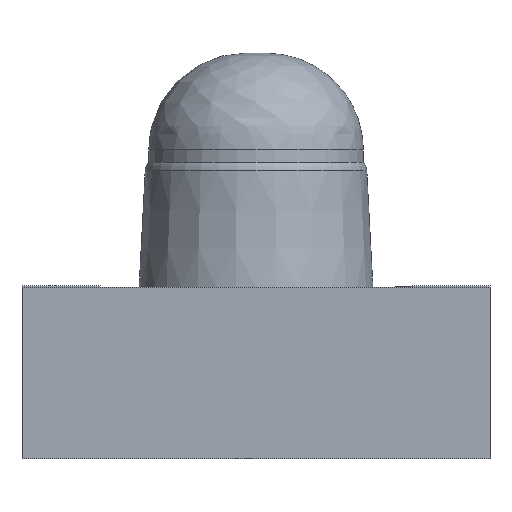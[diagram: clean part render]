
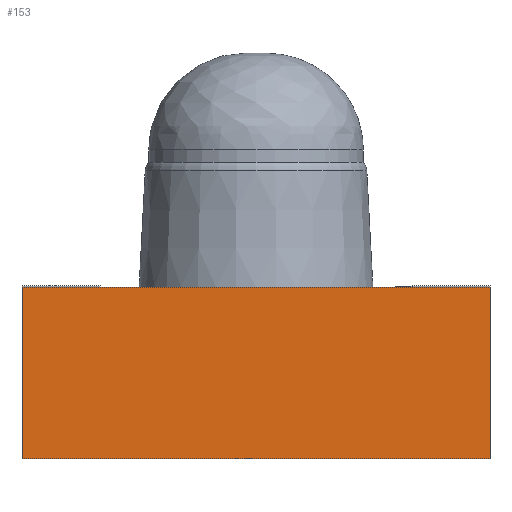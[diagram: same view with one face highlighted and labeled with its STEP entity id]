
A CAD part, front view. The second image highlights one B-rep face of the part: STEP entity #153.
In plain terms, the highlighted planar face has unit normal (0, -1, 0).
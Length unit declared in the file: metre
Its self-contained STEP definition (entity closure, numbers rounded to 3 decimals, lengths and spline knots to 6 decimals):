
#153 = ADVANCED_FACE( '', ( #300 ), #301, .F. );
#300 = FACE_OUTER_BOUND( '', #478, .T. );
#301 = PLANE( '', #479 );
#478 = EDGE_LOOP( '', ( #743, #744, #745, #746 ) );
#479 = AXIS2_PLACEMENT_3D( '', #747, #748, #749 );
#743 = ORIENTED_EDGE( '', *, *, #824, .T. );
#744 = ORIENTED_EDGE( '', *, *, #841, .F. );
#745 = ORIENTED_EDGE( '', *, *, #833, .F. );
#746 = ORIENTED_EDGE( '', *, *, #807, .T. );
#747 = CARTESIAN_POINT( '', ( 0.030328, -0.0008, -0.0011 ) );
#748 = DIRECTION( '', ( 0., 1., 0. ) );
#749 = DIRECTION( '', ( -1., 0., 0. ) );
#807 = EDGE_CURVE( '', #940, #937, #941, .T. );
#824 = EDGE_CURVE( '', #937, #964, #967, .T. );
#833 = EDGE_CURVE( '', #940, #974, #978, .T. );
#841 = EDGE_CURVE( '', #974, #964, #986, .T. );
#937 = VERTEX_POINT( '', #1116 );
#940 = VERTEX_POINT( '', #1120 );
#941 = LINE( '', #1121, #1122 );
#964 = VERTEX_POINT( '', #1156 );
#967 = LINE( '', #1160, #1161 );
#974 = VERTEX_POINT( '', #1171 );
#978 = LINE( '', #1177, #1178 );
#986 = LINE( '', #1189, #1190 );
#1116 = CARTESIAN_POINT( '', ( 0.0015, -0.0008, 0. ) );
#1120 = CARTESIAN_POINT( '', ( 0.0015, -0.0008, -0.0011 ) );
#1121 = CARTESIAN_POINT( '', ( 0.0015, -0.0008, -0.0011 ) );
#1122 = VECTOR( '', #1254, 1. );
#1156 = CARTESIAN_POINT( '', ( -0.0015, -0.0008, 0. ) );
#1160 = CARTESIAN_POINT( '', ( 0.030328, -0.0008, 0. ) );
#1161 = VECTOR( '', #1267, 1. );
#1171 = CARTESIAN_POINT( '', ( -0.0015, -0.0008, -0.0011 ) );
#1177 = CARTESIAN_POINT( '', ( 0.030328, -0.0008, -0.0011 ) );
#1178 = VECTOR( '', #1273, 1. );
#1189 = CARTESIAN_POINT( '', ( -0.0015, -0.0008, -0.0011 ) );
#1190 = VECTOR( '', #1277, 1. );
#1254 = DIRECTION( '', ( 0., 0., 1. ) );
#1267 = DIRECTION( '', ( -1., 0., 0. ) );
#1273 = DIRECTION( '', ( -1., 0., 0. ) );
#1277 = DIRECTION( '', ( 0., 0., 1. ) );
